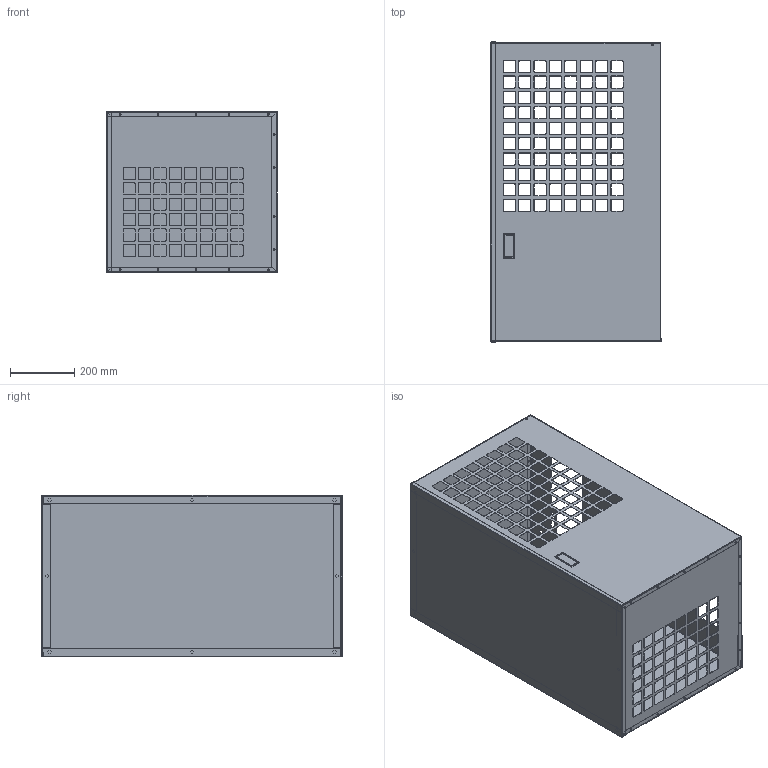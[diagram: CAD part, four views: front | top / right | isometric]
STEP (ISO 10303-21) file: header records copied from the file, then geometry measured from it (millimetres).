
FILE_DESCRIPTION(('STEP AP203'), '1');
FILE_NAME('T6000-MONTAJ', '', ('UNSPECIFIED'), ('UNSPECIFIED'), 'C3D Converter', 'C3D Toolkit', '');
FILE_SCHEMA(('CONFIG_CONTROL_DESIGN'));
Length unit declared in the file: millimetre
Products named in the file (6): T6000; Крышка боковая 01; Крышка верхняя; Контроллер; Крфшка боковая 02; Крышка боковая 03
Assembly tree (5 placements, depth 2):
  T6000
    Крышка боковая 01
    Крышка верхняя
    Контроллер
    Крфшка боковая 02
    Крышка боковая 03
Bounding box: 532.59 x 935.66 x 502.86 mm (x, y, z)
Volume: 2235772 mm3; surface area: 4513304.6 mm2
Topology: 5 solids, 5 shells, 2175 faces, 6307 edges, 4146 vertices
Faces by surface type: plane 1086, cylinder 1036, bspline 53
Full cylindrical faces by diameter (mm): 3.5 x2, 4.24 x28, 4.4 x2, 5 x28
Entity records: 92822 total; most frequent: CARTESIAN_POINT 15431, ORIENTED_EDGE 12494, DIRECTION 12354, EDGE_CURVE 6247, VERTEX_POINT 4146, AXIS2_PLACEMENT_3D 4140, LINE 4074, VECTOR 4074
